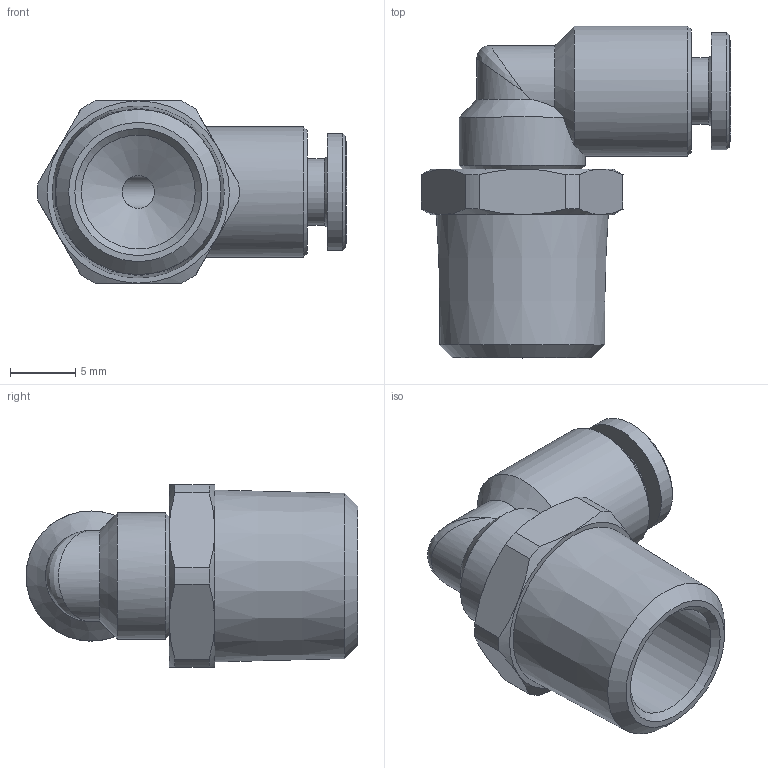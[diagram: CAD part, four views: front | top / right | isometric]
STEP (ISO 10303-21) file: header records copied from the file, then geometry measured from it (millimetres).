
FILE_DESCRIPTION( ( 'STEP AP214' ), '1' );
FILE_NAME( 'psolqas_16140_2.stp', '2021-03-04T17:01:54', ( 'License CC BY-ND 4.0' ), ( 'CADENAS' ), ' ', 'PARTsolutions', ' ' );
FILE_SCHEMA( ( 'AUTOMOTIVE_DESIGN { 1 0 10303 214 1 1 1 1 }' ) );
Length unit declared in the file: metre
Products named in the file (1): NONE
Bounding box: 23.75 x 25.5 x 14 mm (x, y, z)
Volume: 2412.8 mm3; surface area: 2173.6 mm2
Topology: 1 solids, 3 shells, 227 faces, 578 edges, 378 vertices
Faces by surface type: plane 121, bspline 63, cone 23, cylinder 20
Full cylindrical faces by diameter (mm): 2.5 x2, 4.15 x1, 5.1 x1, 8.75 x1, 9 x1, 9.7 x1, 10 x1
Entity records: 11994 total; most frequent: CARTESIAN_POINT 5243, ORIENTED_EDGE 1110, DIRECTION 774, EDGE_CURVE 555, VERTEX_POINT 374, LINE 338, VECTOR 338, EDGE_LOOP 269
